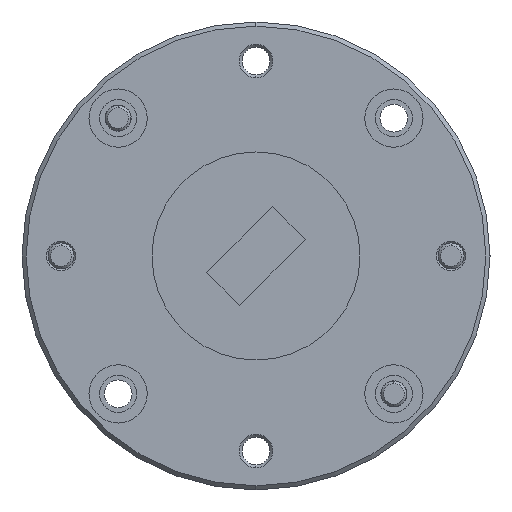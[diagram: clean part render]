
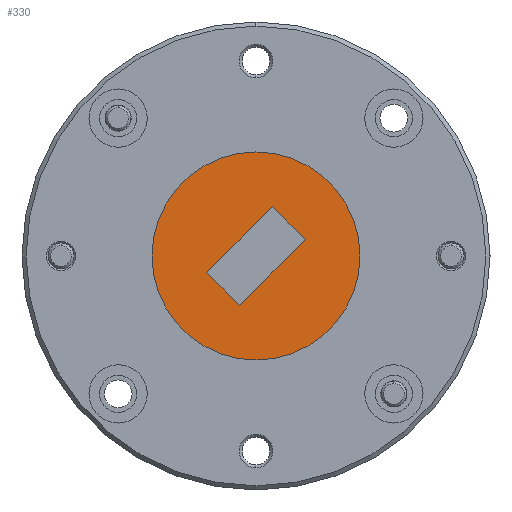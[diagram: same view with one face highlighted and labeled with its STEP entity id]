
A CAD part, left-side view. The second image highlights one B-rep face of the part: STEP entity #330.
In plain terms, the highlighted planar face has unit normal (-1, 0, 0).
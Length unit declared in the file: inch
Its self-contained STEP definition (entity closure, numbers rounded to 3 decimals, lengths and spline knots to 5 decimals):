
#48 = CARTESIAN_POINT ( 'NONE',  ( -0.34636, 1.24378, 1.48938 ) ) ;
#121 = DIRECTION ( 'NONE',  ( 0., -0.707, 0.707 ) ) ;
#124 = CARTESIAN_POINT ( 'NONE',  ( -0.34636, 1.08539, 1.64777 ) ) ;
#280 = CARTESIAN_POINT ( 'NONE',  ( -0.34636, 1.16459, 1.41018 ) ) ;
#330 = ADVANCED_FACE ( 'NONE', ( #3943, #3791 ), #2698, .F. ) ;
#420 = EDGE_LOOP ( 'NONE', ( #1020, #1173, #2876, #3068 ) ) ;
#424 = CARTESIAN_POINT ( 'NONE',  ( -0.34636, 1.37499, 1.52898 ) ) ;
#444 = DIRECTION ( 'NONE',  ( 0., 0.707, 0.707 ) ) ;
#459 = VERTEX_POINT ( 'NONE', #896 ) ;
#476 = LINE ( 'NONE', #2745, #2069 ) ;
#480 = EDGE_CURVE ( 'NONE', #1357, #3144, #1671, .T. ) ;
#507 = LINE ( 'NONE', #124, #3870 ) ;
#541 = CARTESIAN_POINT ( 'NONE',  ( -0.34636, 1.24378, 1.48938 ) ) ;
#616 = CARTESIAN_POINT ( 'NONE',  ( -0.34636, 1.12499, 1.77898 ) ) ;
#633 = CARTESIAN_POINT ( 'NONE',  ( -0.34636, 1.12499, 1.27898 ) ) ;
#664 = AXIS2_PLACEMENT_3D ( 'NONE', #3235, #981, #2872 ) ;
#700 = VECTOR ( 'NONE', #2800, 39.37008 ) ;
#733 = DIRECTION ( 'NONE',  ( 1., 0., 0. ) ) ;
#862 = EDGE_CURVE ( 'NONE', #2053, #2803, #476, .T. ) ;
#896 = CARTESIAN_POINT ( 'NONE',  ( -0.34636, 1.08539, 1.64777 ) ) ;
#981 = DIRECTION ( 'NONE',  ( -1., 0., 0. ) ) ;
#1020 = ORIENTED_EDGE ( 'NONE', *, *, #3951, .F. ) ;
#1110 = DIRECTION ( 'NONE',  ( 0., 0., 1. ) ) ;
#1173 = ORIENTED_EDGE ( 'NONE', *, *, #862, .F. ) ;
#1189 = EDGE_CURVE ( 'NONE', #459, #1308, #2042, .T. ) ;
#1260 = AXIS2_PLACEMENT_3D ( 'NONE', #3403, #2116, #1110 ) ;
#1308 = VERTEX_POINT ( 'NONE', #48 ) ;
#1357 = VERTEX_POINT ( 'NONE', #633 ) ;
#1671 = CIRCLE ( 'NONE', #664, 0.25 ) ;
#1776 = DIRECTION ( 'NONE',  ( 0., 0.707, -0.707 ) ) ;
#2020 = CARTESIAN_POINT ( 'NONE',  ( -0.34636, 1.00619, 1.56858 ) ) ;
#2042 = LINE ( 'NONE', #3054, #3960 ) ;
#2053 = VERTEX_POINT ( 'NONE', #280 ) ;
#2069 = VECTOR ( 'NONE', #121, 39.37008 ) ;
#2116 = DIRECTION ( 'NONE',  ( -1., 0., 0. ) ) ;
#2571 = EDGE_LOOP ( 'NONE', ( #3629, #4045 ) ) ;
#2698 = PLANE ( 'NONE',  #2971 ) ;
#2745 = CARTESIAN_POINT ( 'NONE',  ( -0.34636, 1.00619, 1.56858 ) ) ;
#2800 = DIRECTION ( 'NONE',  ( 0., -0.707, -0.707 ) ) ;
#2803 = VERTEX_POINT ( 'NONE', #2020 ) ;
#2872 = DIRECTION ( 'NONE',  ( 0., 0., 1. ) ) ;
#2876 = ORIENTED_EDGE ( 'NONE', *, *, #3001, .F. ) ;
#2971 = AXIS2_PLACEMENT_3D ( 'NONE', #424, #733, #3010 ) ;
#3001 = EDGE_CURVE ( 'NONE', #1308, #2053, #4162, .T. ) ;
#3010 = DIRECTION ( 'NONE',  ( 0., 0., 1. ) ) ;
#3037 = CIRCLE ( 'NONE', #1260, 0.25 ) ;
#3054 = CARTESIAN_POINT ( 'NONE',  ( -0.34636, 1.08539, 1.64777 ) ) ;
#3068 = ORIENTED_EDGE ( 'NONE', *, *, #1189, .F. ) ;
#3144 = VERTEX_POINT ( 'NONE', #616 ) ;
#3235 = CARTESIAN_POINT ( 'NONE',  ( -0.34636, 1.12499, 1.52898 ) ) ;
#3344 = EDGE_CURVE ( 'NONE', #3144, #1357, #3037, .T. ) ;
#3403 = CARTESIAN_POINT ( 'NONE',  ( -0.34636, 1.12499, 1.52898 ) ) ;
#3629 = ORIENTED_EDGE ( 'NONE', *, *, #3344, .T. ) ;
#3791 = FACE_OUTER_BOUND ( 'NONE', #2571, .T. ) ;
#3870 = VECTOR ( 'NONE', #444, 39.37008 ) ;
#3943 = FACE_BOUND ( 'NONE', #420, .T. ) ;
#3951 = EDGE_CURVE ( 'NONE', #2803, #459, #507, .T. ) ;
#3960 = VECTOR ( 'NONE', #1776, 39.37008 ) ;
#4045 = ORIENTED_EDGE ( 'NONE', *, *, #480, .T. ) ;
#4162 = LINE ( 'NONE', #541, #700 ) ;
